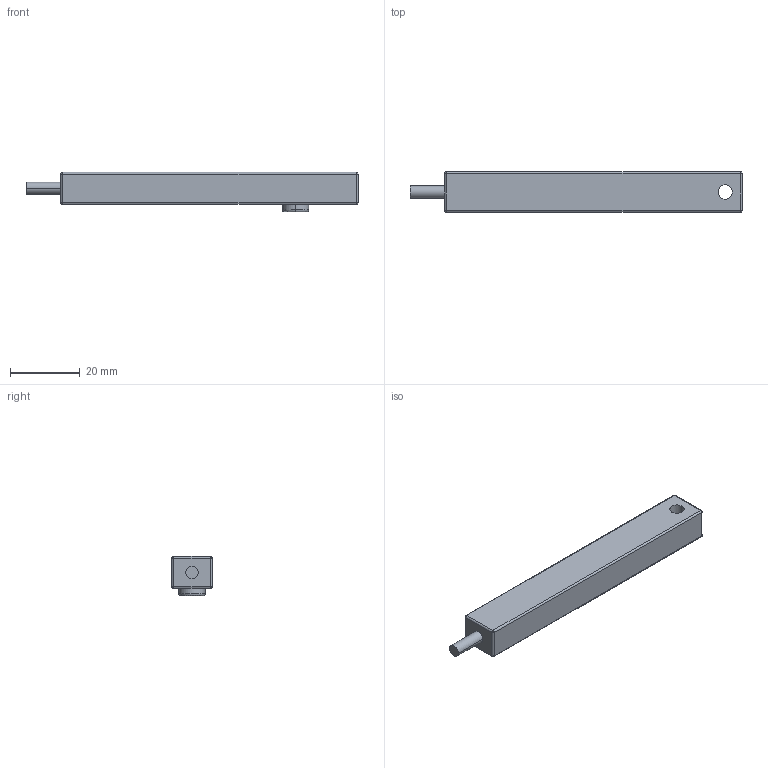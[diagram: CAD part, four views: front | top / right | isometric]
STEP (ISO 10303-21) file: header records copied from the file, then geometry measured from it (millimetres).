
FILE_DESCRIPTION((''),'2;1');
FILE_NAME('CAD-0790A','2020-03-20T10:56:10',('creinig-se'),(''),'CREO PARAMETRIC BY PTC INC, 2019292','CREO PARAMETRIC BY PTC INC, 2019292','');
FILE_SCHEMA(('CONFIG_CONTROL_DESIGN','SHAPE_APPEARANCE_LAYERS_GROUPS'));
Length unit declared in the file: millimetre
Products named in the file (1): CAD-0790A
Bounding box: 95.2 x 11.6 x 11.3 mm (x, y, z)
Volume: 9136.3 mm3; surface area: 3912.8 mm2
Topology: 1 solids, 1 shells, 36 faces, 88 edges, 55 vertices
Faces by surface type: cylinder 18, plane 8, sphere 8, torus 2
Entity records: 1392 total; most frequent: DIRECTION 196, CARTESIAN_POINT 157, ORIENTED_EDGE 144, PRESENTATION_STYLE_ASSIGNMENT 93, STYLED_ITEM 90, CURVE_STYLE 85, AXIS2_PLACEMENT_3D 79, EDGE_CURVE 72
